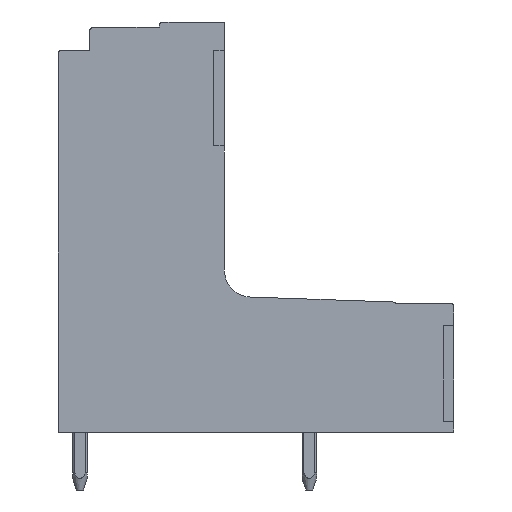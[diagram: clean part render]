
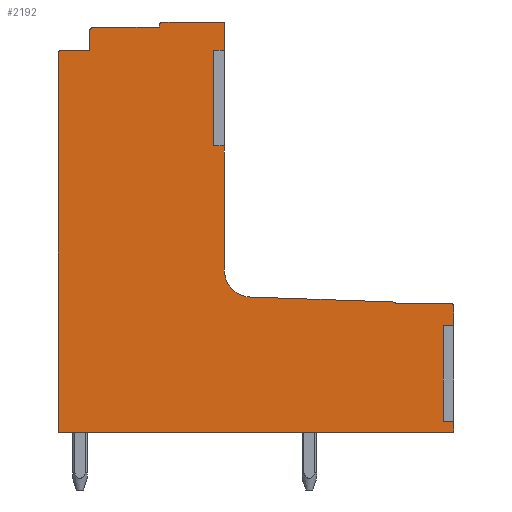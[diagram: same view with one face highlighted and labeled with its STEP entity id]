
A CAD part, left-side view. The second image highlights one B-rep face of the part: STEP entity #2192.
In plain terms, the highlighted planar face has unit normal (-1, 0, 0).
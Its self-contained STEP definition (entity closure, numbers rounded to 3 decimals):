
#2034=AXIS2_PLACEMENT_3D('Circle Axis2P3D',#2032,#2033,$) ;
#2047=AXIS2_PLACEMENT_3D('Plane Axis2P3D',#2044,#2045,#2046) ;
#2058=AXIS2_PLACEMENT_3D('Circle Axis2P3D',#2056,#2057,$) ;
#2072=AXIS2_PLACEMENT_3D('Circle Axis2P3D',#2070,#2071,$) ;
#2086=AXIS2_PLACEMENT_3D('Circle Axis2P3D',#2084,#2085,$) ;
#2098=AXIS2_PLACEMENT_3D('Circle Axis2P3D',#2096,#2097,$) ;
#2119=AXIS2_PLACEMENT_3D('Circle Axis2P3D',#2117,#2118,$) ;
#2140=AXIS2_PLACEMENT_3D('Circle Axis2P3D',#2138,#2139,$) ;
#36=CARTESIAN_POINT('Line Origine',(0.3,0.3,9.1)) ;
#40=CARTESIAN_POINT('Vertex',(0.3,0.,9.1)) ;
#42=CARTESIAN_POINT('Vertex',(0.3,0.6,9.1)) ;
#76=CARTESIAN_POINT('Line Origine',(0.3,0.6,6.45)) ;
#80=CARTESIAN_POINT('Vertex',(0.3,0.6,3.8)) ;
#135=CARTESIAN_POINT('Vertex',(0.3,0.,3.8)) ;
#155=CARTESIAN_POINT('Line Origine',(0.3,0.3,3.8)) ;
#172=CARTESIAN_POINT('Line Origine',(0.3,13.,24.34)) ;
#176=CARTESIAN_POINT('Vertex',(0.3,12.7,24.34)) ;
#178=CARTESIAN_POINT('Vertex',(0.3,13.3,24.34)) ;
#212=CARTESIAN_POINT('Line Origine',(0.3,13.3,21.69)) ;
#216=CARTESIAN_POINT('Vertex',(0.3,13.3,19.04)) ;
#266=CARTESIAN_POINT('Vertex',(0.3,12.7,19.04)) ;
#286=CARTESIAN_POINT('Line Origine',(0.3,13.,19.04)) ;
#977=CARTESIAN_POINT('Vertex',(0.3,12.7,25.8)) ;
#980=CARTESIAN_POINT('Line Origine',(0.3,12.7,25.07)) ;
#985=CARTESIAN_POINT('Line Origine',(0.3,12.7,15.61)) ;
#989=CARTESIAN_POINT('Vertex',(0.3,12.7,12.179)) ;
#2029=CARTESIAN_POINT('Vertex',(0.3,12.8,25.9)) ;
#2032=CARTESIAN_POINT('Axis2P3D Location',(0.3,12.8,25.8)) ;
#2044=CARTESIAN_POINT('Axis2P3D Location',(0.3,0.,0.)) ;
#2049=CARTESIAN_POINT('Line Origine',(0.3,0.,9.65)) ;
#2053=CARTESIAN_POINT('Vertex',(0.3,0.,10.2)) ;
#2056=CARTESIAN_POINT('Axis2P3D Location',(0.3,0.1,10.2)) ;
#2060=CARTESIAN_POINT('Vertex',(0.3,0.1,10.3)) ;
#2063=CARTESIAN_POINT('Line Origine',(0.3,1.65,10.3)) ;
#2067=CARTESIAN_POINT('Vertex',(0.3,3.2,10.3)) ;
#2070=CARTESIAN_POINT('Axis2P3D Location',(0.3,3.406,10.152)) ;
#2074=CARTESIAN_POINT('Vertex',(0.3,3.397,10.406)) ;
#2077=CARTESIAN_POINT('Line Origine',(0.3,7.325,10.543)) ;
#2081=CARTESIAN_POINT('Vertex',(0.3,11.252,10.68)) ;
#2084=CARTESIAN_POINT('Axis2P3D Location',(0.3,11.2,12.179)) ;
#2089=CARTESIAN_POINT('Line Origine',(0.3,14.45,25.9)) ;
#2093=CARTESIAN_POINT('Vertex',(0.3,16.1,25.9)) ;
#2096=CARTESIAN_POINT('Axis2P3D Location',(0.3,16.1,25.7)) ;
#2100=CARTESIAN_POINT('Vertex',(0.3,16.3,25.7)) ;
#2103=CARTESIAN_POINT('Line Origine',(0.3,16.3,25.65)) ;
#2107=CARTESIAN_POINT('Vertex',(0.3,16.3,25.6)) ;
#2110=CARTESIAN_POINT('Line Origine',(0.3,18.125,25.6)) ;
#2114=CARTESIAN_POINT('Vertex',(0.3,19.95,25.6)) ;
#2117=CARTESIAN_POINT('Axis2P3D Location',(0.3,19.95,25.4)) ;
#2121=CARTESIAN_POINT('Vertex',(0.3,20.15,25.4)) ;
#2124=CARTESIAN_POINT('Line Origine',(0.3,20.15,24.87)) ;
#2128=CARTESIAN_POINT('Vertex',(0.3,20.15,24.34)) ;
#2131=CARTESIAN_POINT('Line Origine',(0.3,20.925,24.34)) ;
#2135=CARTESIAN_POINT('Vertex',(0.3,21.7,24.34)) ;
#2138=CARTESIAN_POINT('Axis2P3D Location',(0.3,21.7,24.14)) ;
#2142=CARTESIAN_POINT('Vertex',(0.3,21.9,24.14)) ;
#2145=CARTESIAN_POINT('Line Origine',(0.3,21.9,13.67)) ;
#2149=CARTESIAN_POINT('Vertex',(0.3,21.9,3.2)) ;
#2152=CARTESIAN_POINT('Line Origine',(0.3,10.95,3.2)) ;
#2156=CARTESIAN_POINT('Vertex',(0.3,0.,3.2)) ;
#2159=CARTESIAN_POINT('Line Origine',(0.3,0.,3.5)) ;
#37=DIRECTION('Vector Direction',(0.,-1.,0.)) ;
#77=DIRECTION('Vector Direction',(0.,0.,1.)) ;
#156=DIRECTION('Vector Direction',(0.,1.,0.)) ;
#173=DIRECTION('Vector Direction',(0.,-1.,0.)) ;
#213=DIRECTION('Vector Direction',(0.,0.,1.)) ;
#287=DIRECTION('Vector Direction',(0.,1.,0.)) ;
#981=DIRECTION('Vector Direction',(0.,0.,-1.)) ;
#986=DIRECTION('Vector Direction',(0.,0.,-1.)) ;
#2033=DIRECTION('Axis2P3D Direction',(-1.,0.,0.)) ;
#2045=DIRECTION('Axis2P3D Direction',(-1.,0.,0.)) ;
#2046=DIRECTION('Axis2P3D XDirection',(0.,0.,1.)) ;
#2050=DIRECTION('Vector Direction',(0.,0.,-1.)) ;
#2057=DIRECTION('Axis2P3D Direction',(-1.,0.,0.)) ;
#2064=DIRECTION('Vector Direction',(0.,-1.,0.)) ;
#2071=DIRECTION('Axis2P3D Direction',(-1.,0.,0.)) ;
#2078=DIRECTION('Vector Direction',(0.,-0.999,-0.035)) ;
#2085=DIRECTION('Axis2P3D Direction',(-1.,0.,0.)) ;
#2090=DIRECTION('Vector Direction',(0.,-1.,0.)) ;
#2097=DIRECTION('Axis2P3D Direction',(-1.,0.,0.)) ;
#2104=DIRECTION('Vector Direction',(0.,0.,1.)) ;
#2111=DIRECTION('Vector Direction',(0.,-1.,0.)) ;
#2118=DIRECTION('Axis2P3D Direction',(-1.,0.,0.)) ;
#2125=DIRECTION('Vector Direction',(0.,0.,1.)) ;
#2132=DIRECTION('Vector Direction',(0.,-1.,0.)) ;
#2139=DIRECTION('Axis2P3D Direction',(-1.,0.,0.)) ;
#2146=DIRECTION('Vector Direction',(0.,0.,1.)) ;
#2153=DIRECTION('Vector Direction',(0.,1.,0.)) ;
#2160=DIRECTION('Vector Direction',(0.,0.,-1.)) ;
#38=VECTOR('Line Direction',#37,1.) ;
#78=VECTOR('Line Direction',#77,1.) ;
#157=VECTOR('Line Direction',#156,1.) ;
#174=VECTOR('Line Direction',#173,1.) ;
#214=VECTOR('Line Direction',#213,1.) ;
#288=VECTOR('Line Direction',#287,1.) ;
#982=VECTOR('Line Direction',#981,1.) ;
#987=VECTOR('Line Direction',#986,1.) ;
#2051=VECTOR('Line Direction',#2050,1.) ;
#2065=VECTOR('Line Direction',#2064,1.) ;
#2079=VECTOR('Line Direction',#2078,1.) ;
#2091=VECTOR('Line Direction',#2090,1.) ;
#2105=VECTOR('Line Direction',#2104,1.) ;
#2112=VECTOR('Line Direction',#2111,1.) ;
#2126=VECTOR('Line Direction',#2125,1.) ;
#2133=VECTOR('Line Direction',#2132,1.) ;
#2147=VECTOR('Line Direction',#2146,1.) ;
#2154=VECTOR('Line Direction',#2153,1.) ;
#2161=VECTOR('Line Direction',#2160,1.) ;
#2165=ORIENTED_EDGE('',*,*,#2055,.T.) ;
#2166=ORIENTED_EDGE('',*,*,#2062,.T.) ;
#2167=ORIENTED_EDGE('',*,*,#2069,.T.) ;
#2168=ORIENTED_EDGE('',*,*,#2076,.T.) ;
#2169=ORIENTED_EDGE('',*,*,#2083,.T.) ;
#2170=ORIENTED_EDGE('',*,*,#2088,.T.) ;
#2171=ORIENTED_EDGE('',*,*,#991,.T.) ;
#2172=ORIENTED_EDGE('',*,*,#290,.F.) ;
#2173=ORIENTED_EDGE('',*,*,#218,.F.) ;
#2174=ORIENTED_EDGE('',*,*,#180,.F.) ;
#2175=ORIENTED_EDGE('',*,*,#984,.T.) ;
#2176=ORIENTED_EDGE('',*,*,#2036,.T.) ;
#2177=ORIENTED_EDGE('',*,*,#2095,.T.) ;
#2178=ORIENTED_EDGE('',*,*,#2102,.T.) ;
#2179=ORIENTED_EDGE('',*,*,#2109,.T.) ;
#2180=ORIENTED_EDGE('',*,*,#2116,.T.) ;
#2181=ORIENTED_EDGE('',*,*,#2123,.T.) ;
#2182=ORIENTED_EDGE('',*,*,#2130,.T.) ;
#2183=ORIENTED_EDGE('',*,*,#2137,.T.) ;
#2184=ORIENTED_EDGE('',*,*,#2144,.T.) ;
#2185=ORIENTED_EDGE('',*,*,#2151,.T.) ;
#2186=ORIENTED_EDGE('',*,*,#2158,.T.) ;
#2187=ORIENTED_EDGE('',*,*,#2163,.T.) ;
#2188=ORIENTED_EDGE('',*,*,#159,.F.) ;
#2189=ORIENTED_EDGE('',*,*,#82,.F.) ;
#2190=ORIENTED_EDGE('',*,*,#44,.F.) ;
#2192=ADVANCED_FACE('HOUSING',(#2191),#2048,.T.) ;
#2035=CIRCLE('generated circle',#2034,0.1) ;
#2059=CIRCLE('generated circle',#2058,0.1) ;
#2073=CIRCLE('generated circle',#2072,0.253) ;
#2087=CIRCLE('generated circle',#2086,1.5) ;
#2099=CIRCLE('generated circle',#2098,0.2) ;
#2120=CIRCLE('generated circle',#2119,0.2) ;
#2141=CIRCLE('generated circle',#2140,0.2) ;
#44=EDGE_CURVE('',#41,#43,#39,.F.) ;
#82=EDGE_CURVE('',#43,#81,#79,.F.) ;
#159=EDGE_CURVE('',#81,#136,#158,.F.) ;
#180=EDGE_CURVE('',#177,#179,#175,.F.) ;
#218=EDGE_CURVE('',#179,#217,#215,.F.) ;
#290=EDGE_CURVE('',#217,#267,#289,.F.) ;
#984=EDGE_CURVE('',#177,#978,#983,.F.) ;
#991=EDGE_CURVE('',#990,#267,#988,.F.) ;
#2036=EDGE_CURVE('',#978,#2030,#2035,.T.) ;
#2055=EDGE_CURVE('',#41,#2054,#2052,.F.) ;
#2062=EDGE_CURVE('',#2054,#2061,#2059,.T.) ;
#2069=EDGE_CURVE('',#2061,#2068,#2066,.F.) ;
#2076=EDGE_CURVE('',#2068,#2075,#2073,.T.) ;
#2083=EDGE_CURVE('',#2075,#2082,#2080,.F.) ;
#2088=EDGE_CURVE('',#2082,#990,#2087,.F.) ;
#2095=EDGE_CURVE('',#2030,#2094,#2092,.F.) ;
#2102=EDGE_CURVE('',#2094,#2101,#2099,.T.) ;
#2109=EDGE_CURVE('',#2101,#2108,#2106,.F.) ;
#2116=EDGE_CURVE('',#2108,#2115,#2113,.F.) ;
#2123=EDGE_CURVE('',#2115,#2122,#2120,.T.) ;
#2130=EDGE_CURVE('',#2122,#2129,#2127,.F.) ;
#2137=EDGE_CURVE('',#2129,#2136,#2134,.F.) ;
#2144=EDGE_CURVE('',#2136,#2143,#2141,.T.) ;
#2151=EDGE_CURVE('',#2143,#2150,#2148,.F.) ;
#2158=EDGE_CURVE('',#2150,#2157,#2155,.F.) ;
#2163=EDGE_CURVE('',#2157,#136,#2162,.F.) ;
#2164=EDGE_LOOP('',(#2165,#2166,#2167,#2168,#2169,#2170,#2171,#2172,#2173,#2174,#2175,#2176,#2177,#2178,#2179,#2180,#2181,#2182,#2183,#2184,#2185,#2186,#2187,#2188,#2189,#2190)) ;
#2191=FACE_OUTER_BOUND('',#2164,.T.) ;
#39=LINE('Line',#36,#38) ;
#79=LINE('Line',#76,#78) ;
#158=LINE('Line',#155,#157) ;
#175=LINE('Line',#172,#174) ;
#215=LINE('Line',#212,#214) ;
#289=LINE('Line',#286,#288) ;
#983=LINE('Line',#980,#982) ;
#988=LINE('Line',#985,#987) ;
#2052=LINE('Line',#2049,#2051) ;
#2066=LINE('Line',#2063,#2065) ;
#2080=LINE('Line',#2077,#2079) ;
#2092=LINE('Line',#2089,#2091) ;
#2106=LINE('Line',#2103,#2105) ;
#2113=LINE('Line',#2110,#2112) ;
#2127=LINE('Line',#2124,#2126) ;
#2134=LINE('Line',#2131,#2133) ;
#2148=LINE('Line',#2145,#2147) ;
#2155=LINE('Line',#2152,#2154) ;
#2162=LINE('Line',#2159,#2161) ;
#2048=PLANE('',#2047) ;
#41=VERTEX_POINT('',#40) ;
#43=VERTEX_POINT('',#42) ;
#81=VERTEX_POINT('',#80) ;
#136=VERTEX_POINT('',#135) ;
#177=VERTEX_POINT('',#176) ;
#179=VERTEX_POINT('',#178) ;
#217=VERTEX_POINT('',#216) ;
#267=VERTEX_POINT('',#266) ;
#978=VERTEX_POINT('',#977) ;
#990=VERTEX_POINT('',#989) ;
#2030=VERTEX_POINT('',#2029) ;
#2054=VERTEX_POINT('',#2053) ;
#2061=VERTEX_POINT('',#2060) ;
#2068=VERTEX_POINT('',#2067) ;
#2075=VERTEX_POINT('',#2074) ;
#2082=VERTEX_POINT('',#2081) ;
#2094=VERTEX_POINT('',#2093) ;
#2101=VERTEX_POINT('',#2100) ;
#2108=VERTEX_POINT('',#2107) ;
#2115=VERTEX_POINT('',#2114) ;
#2122=VERTEX_POINT('',#2121) ;
#2129=VERTEX_POINT('',#2128) ;
#2136=VERTEX_POINT('',#2135) ;
#2143=VERTEX_POINT('',#2142) ;
#2150=VERTEX_POINT('',#2149) ;
#2157=VERTEX_POINT('',#2156) ;
